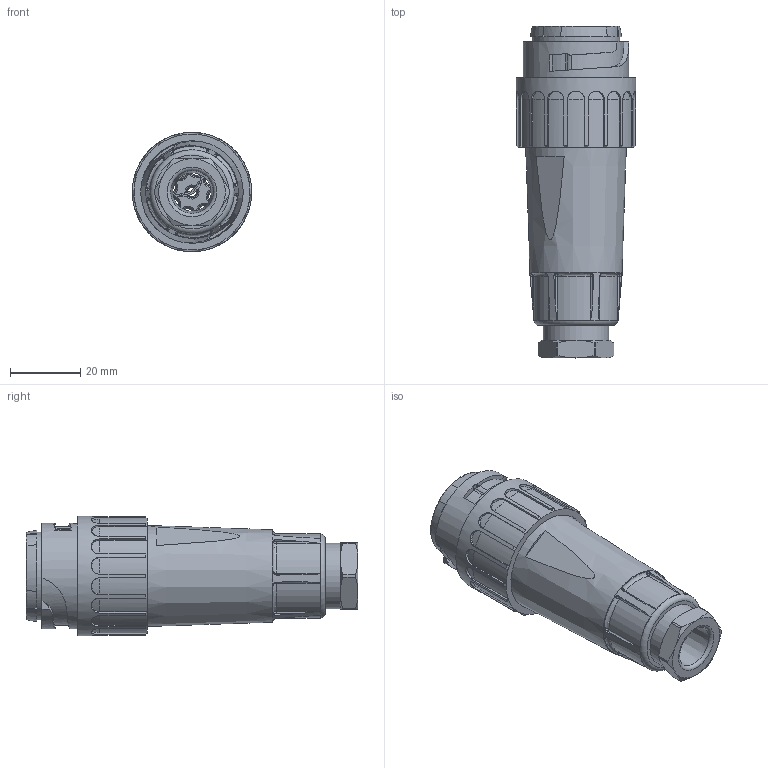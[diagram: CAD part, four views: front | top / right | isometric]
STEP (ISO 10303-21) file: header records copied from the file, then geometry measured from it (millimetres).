
FILE_DESCRIPTION(/* description */ (''),/* implementation_level */ '2;1');
FILE_NAME(/* name */ 'c3d-c016 10i008 002 1nxm001-01.stp',/* time_stamp */ '2017-06-19T13:55:25+02:00',/* author */ (''),/* organization */ (''),/* preprocessor_version */ 'ST-DEVELOPER v15',/* originating_system */ 'SIEMENS PLM Software NX 9.0',/* authorisation */ '');
FILE_SCHEMA (('CONFIG_CONTROL_DESIGN'));
Length unit declared in the file: millimetre
Products named in the file (12): n 16 110 0005 12nxm001-05; drrg 8pg11nxm001-01; drg 6-11x16_5nxm001-01; c016 g18 041 e1nxm001-04; dsrfl m2_5x8nxm001-01; n 16 110 0010nxm001-02; n 16 110 0017nxm001-03; org 21_0x1_5nxm001-01; c016 g10 041 e1nxm001-08; c016 g12 041 e1nxm001-12; c016 e07 041 e1nxm001-05; c3d-c016 10i008 002 1nxm001-01
Assembly tree (12 placements, depth 2):
  c3d-c016 10i008 002 1nxm001-01
    c016 e07 041 e1nxm001-05
    c016 g12 041 e1nxm001-12
    c016 g10 041 e1nxm001-08
    org 21_0x1_5nxm001-01
    n 16 110 0017nxm001-03
    n 16 110 0010nxm001-02
    dsrfl m2_5x8nxm001-01  x2
    c016 g18 041 e1nxm001-04
    drg 6-11x16_5nxm001-01
    drrg 8pg11nxm001-01
    n 16 110 0005 12nxm001-05
Bounding box: 34 x 94.52 x 34 mm (x, y, z)
Volume: 69877 mm3; surface area: 73885.9 mm2
Topology: 24 solids, 24 shells, 1517 faces, 3791 edges, 2342 vertices
Faces by surface type: plane 737, cylinder 429, cone 170, bspline 77, sphere 60, extrusion 24, torus 20
Full cylindrical faces by diameter (mm): 2 x4, 2.5 x3, 2.6 x22, 3.3 x36, 3.6 x3, 4 x20, 4.4 x2, 4.6 x8, 11 x6, 12 x2, 16.5 x2, 17 x2, 18 x2, 18.6 x4, 22 x3, 22.1 x3, 22.7 x2, 24 x3, 25 x3, 25.2 x2, 25.5 x2, 27 x2, 29 x3, 29.2 x2, 30 x2, 34 x2
Entity records: 49844 total; most frequent: CARTESIAN_POINT 14742, DIRECTION 6950, ORIENTED_EDGE 6846, EDGE_CURVE 3423, AXIS2_PLACEMENT_3D 2754, VERTEX_POINT 2270, EDGE_LOOP 1899, ADVANCED_FACE 1505
